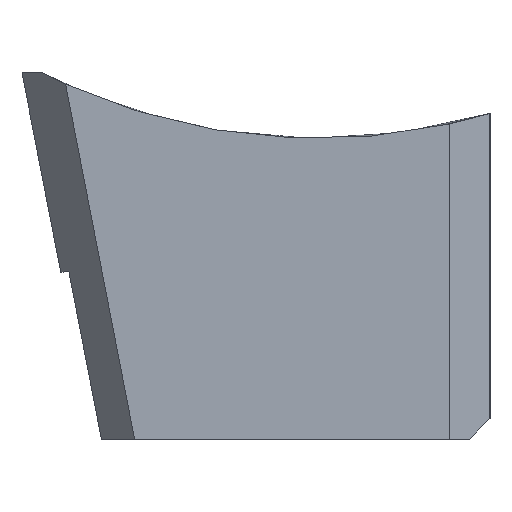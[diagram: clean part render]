
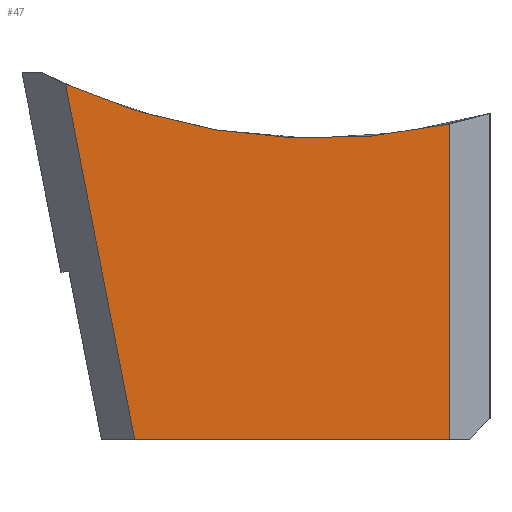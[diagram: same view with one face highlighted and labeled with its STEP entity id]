
A CAD part, left-side view. The second image highlights one B-rep face of the part: STEP entity #47.
In plain terms, the highlighted planar face has unit normal (-1, 0, 0).
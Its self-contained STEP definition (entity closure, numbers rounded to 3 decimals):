
#47=ADVANCED_FACE('',(#72),#61,.F.);
#61=PLANE('',#313);
#72=FACE_OUTER_BOUND('',#84,.T.);
#84=EDGE_LOOP('',(#156,#157,#158,#159));
#100=LINE('',#407,#128);
#101=LINE('',#409,#129);
#102=LINE('',#411,#130);
#128=VECTOR('',#338,1.);
#129=VECTOR('',#339,1.);
#130=VECTOR('',#340,1.);
#156=ORIENTED_EDGE('',*,*,#252,.F.);
#157=ORIENTED_EDGE('',*,*,#253,.F.);
#158=ORIENTED_EDGE('',*,*,#254,.F.);
#159=ORIENTED_EDGE('',*,*,#255,.T.);
#228=VERTEX_POINT('',#405);
#229=VERTEX_POINT('',#406);
#230=VERTEX_POINT('',#408);
#231=VERTEX_POINT('',#410);
#252=EDGE_CURVE('',#228,#229,#288,.T.);
#253=EDGE_CURVE('',#230,#228,#100,.T.);
#254=EDGE_CURVE('',#231,#230,#101,.T.);
#255=EDGE_CURVE('',#231,#229,#102,.T.);
#288=CIRCLE('',#312,15.);
#312=AXIS2_PLACEMENT_3D('',#404,#336,#337);
#313=AXIS2_PLACEMENT_3D('',#412,#341,#342);
#336=DIRECTION('',(-1.,0.,0.));
#337=DIRECTION('',(0.,0.413,-0.911));
#338=DIRECTION('',(0.,0.191,0.982));
#339=DIRECTION('',(0.,1.,0.));
#340=DIRECTION('',(0.,0.,1.));
#341=DIRECTION('',(1.,0.,0.));
#342=DIRECTION('',(0.,-1.,0.));
#404=CARTESIAN_POINT('',(-6.5,-0.263,22.389));
#405=CARTESIAN_POINT('',(-6.5,5.928,8.726));
#406=CARTESIAN_POINT('',(-6.5,-3.5,7.743));
#407=CARTESIAN_POINT('',(-6.5,4.232,0.));
#408=CARTESIAN_POINT('',(-6.5,4.232,0.));
#409=CARTESIAN_POINT('',(-6.5,-3.5,0.));
#410=CARTESIAN_POINT('',(-6.5,-3.5,0.));
#411=CARTESIAN_POINT('',(-6.5,-3.5,0.));
#412=CARTESIAN_POINT('',(-6.5,0.,0.));
